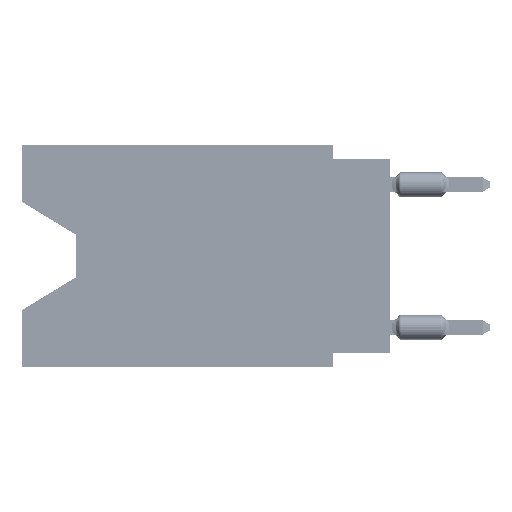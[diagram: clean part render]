
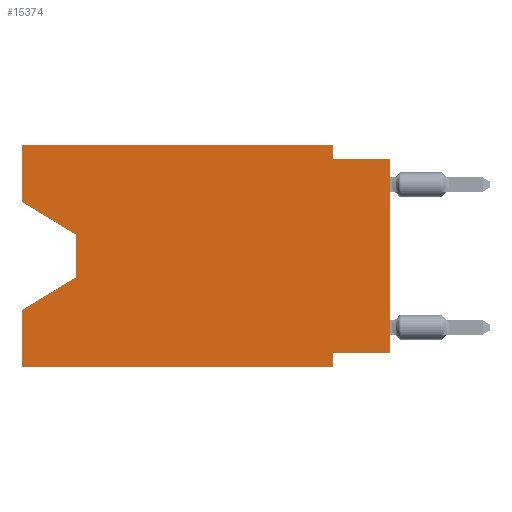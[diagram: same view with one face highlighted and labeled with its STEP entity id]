
A CAD part, left-side view. The second image highlights one B-rep face of the part: STEP entity #15374.
In plain terms, the highlighted planar face has unit normal (-1, 0, 0).
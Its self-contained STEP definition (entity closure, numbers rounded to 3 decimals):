
#1599 = CARTESIAN_POINT ( 'NONE',  ( 0., 0., -0.635 ) ) ;
#1617 = DIRECTION ( 'NONE',  ( 0., 0., 1. ) ) ;
#1823 = DIRECTION ( 'NONE',  ( 0., 0., -1. ) ) ;
#2287 = DIRECTION ( 'NONE',  ( 0., -1., 0. ) ) ;
#2605 = CARTESIAN_POINT ( 'NONE',  ( 0., 0., -9.271 ) ) ;
#2648 = CARTESIAN_POINT ( 'NONE',  ( 0., 16.383, 0. ) ) ;
#3199 = VECTOR ( 'NONE', #46419, 1000. ) ;
#3707 = LINE ( 'NONE', #36876, #21600 ) ;
#4021 = EDGE_CURVE ( 'NONE', #43793, #15061, #29141, .T. ) ;
#7317 = FACE_OUTER_BOUND ( 'NONE', #46018, .T. ) ;
#8598 = EDGE_CURVE ( 'NONE', #54082, #38388, #3707, .T. ) ;
#8803 = ORIENTED_EDGE ( 'NONE', *, *, #8598, .F. ) ;
#8852 = AXIS2_PLACEMENT_3D ( 'NONE', #28285, #33163, #28956 ) ;
#9211 = DIRECTION ( 'NONE',  ( 0., 1., 0. ) ) ;
#11414 = CARTESIAN_POINT ( 'NONE',  ( 0., 2.54, -9.906 ) ) ;
#12193 = DIRECTION ( 'NONE',  ( 0., -1., 0. ) ) ;
#14429 = VECTOR ( 'NONE', #12193, 1000. ) ;
#15061 = VERTEX_POINT ( 'NONE', #45754 ) ;
#15374 = ADVANCED_FACE ( 'NONE', ( #7317 ), #39450, .F. ) ;
#15424 = EDGE_CURVE ( 'NONE', #55973, #60187, #43993, .T. ) ;
#16040 = VECTOR ( 'NONE', #2287, 1000. ) ;
#17336 = LINE ( 'NONE', #2648, #42569 ) ;
#17729 = DIRECTION ( 'NONE',  ( 0., 0., 1. ) ) ;
#18225 = CARTESIAN_POINT ( 'NONE',  ( 0., 16.383, -7.36 ) ) ;
#18744 = EDGE_CURVE ( 'NONE', #23584, #48018, #49427, .T. ) ;
#18851 = CARTESIAN_POINT ( 'NONE',  ( 0., 16.383, -2.546 ) ) ;
#20077 = VERTEX_POINT ( 'NONE', #18225 ) ;
#21600 = VECTOR ( 'NONE', #68339, 1000. ) ;
#21742 = CARTESIAN_POINT ( 'NONE',  ( 0., 2.54, 0. ) ) ;
#22077 = CARTESIAN_POINT ( 'NONE',  ( 0., 2.54, -0.635 ) ) ;
#23038 = EDGE_CURVE ( 'NONE', #58912, #20077, #67748, .T. ) ;
#23097 = EDGE_CURVE ( 'NONE', #29633, #47489, #51311, .T. ) ;
#23152 = VECTOR ( 'NONE', #30771, 1000. ) ;
#23509 = ORIENTED_EDGE ( 'NONE', *, *, #47664, .T. ) ;
#23584 = VERTEX_POINT ( 'NONE', #22077 ) ;
#24695 = DIRECTION ( 'NONE',  ( 0., 0., -1. ) ) ;
#25732 = CARTESIAN_POINT ( 'NONE',  ( 0., 13.97, -4.013 ) ) ;
#26261 = LINE ( 'NONE', #52441, #64769 ) ;
#26382 = ORIENTED_EDGE ( 'NONE', *, *, #52338, .F. ) ;
#28285 = CARTESIAN_POINT ( 'NONE',  ( 0., 16.383, 0. ) ) ;
#28956 = DIRECTION ( 'NONE',  ( 0., 0., -1. ) ) ;
#29141 = LINE ( 'NONE', #2605, #58834 ) ;
#29633 = VERTEX_POINT ( 'NONE', #46046 ) ;
#30771 = DIRECTION ( 'NONE',  ( 0., 0., -1. ) ) ;
#32071 = CARTESIAN_POINT ( 'NONE',  ( 0., 13.97, -4.013 ) ) ;
#33163 = DIRECTION ( 'NONE',  ( 1., 0., 0. ) ) ;
#34336 = CARTESIAN_POINT ( 'NONE',  ( 0., 13.97, -5.893 ) ) ;
#36314 = ORIENTED_EDGE ( 'NONE', *, *, #57206, .F. ) ;
#36876 = CARTESIAN_POINT ( 'NONE',  ( 0., 16.383, 0. ) ) ;
#38388 = VERTEX_POINT ( 'NONE', #56379 ) ;
#39450 = PLANE ( 'NONE',  #8852 ) ;
#39940 = VECTOR ( 'NONE', #17729, 1000. ) ;
#40499 = CARTESIAN_POINT ( 'NONE',  ( 0., 13.97, -5.893 ) ) ;
#41279 = DIRECTION ( 'NONE',  ( 0., 0., 1. ) ) ;
#41602 = VECTOR ( 'NONE', #1823, 1000. ) ;
#42569 = VECTOR ( 'NONE', #1617, 1000. ) ;
#43377 = LINE ( 'NONE', #21742, #41602 ) ;
#43793 = VERTEX_POINT ( 'NONE', #60354 ) ;
#43969 = CARTESIAN_POINT ( 'NONE',  ( 0., 16.383, 0. ) ) ;
#43993 = LINE ( 'NONE', #65332, #14429 ) ;
#45089 = ORIENTED_EDGE ( 'NONE', *, *, #23097, .T. ) ;
#45693 = ORIENTED_EDGE ( 'NONE', *, *, #15424, .T. ) ;
#45754 = CARTESIAN_POINT ( 'NONE',  ( 0., 2.54, -9.271 ) ) ;
#46018 = EDGE_LOOP ( 'NONE', ( #45089, #51854, #50331, #49372, #45693, #66844, #47560, #23509, #63912, #36314, #8803, #26382 ) ) ;
#46046 = CARTESIAN_POINT ( 'NONE',  ( 0., 16.383, -2.546 ) ) ;
#46419 = DIRECTION ( 'NONE',  ( 0., 0.855, -0.519 ) ) ;
#46833 = LINE ( 'NONE', #62223, #23152 ) ;
#46920 = EDGE_CURVE ( 'NONE', #15061, #60187, #46833, .T. ) ;
#47489 = VERTEX_POINT ( 'NONE', #32071 ) ;
#47560 = ORIENTED_EDGE ( 'NONE', *, *, #4021, .F. ) ;
#47664 = EDGE_CURVE ( 'NONE', #43793, #48018, #65607, .T. ) ;
#48018 = VERTEX_POINT ( 'NONE', #48066 ) ;
#48066 = CARTESIAN_POINT ( 'NONE',  ( 0., 0., -0.635 ) ) ;
#49090 = EDGE_CURVE ( 'NONE', #47489, #58912, #56827, .T. ) ;
#49372 = ORIENTED_EDGE ( 'NONE', *, *, #53462, .F. ) ;
#49427 = LINE ( 'NONE', #1599, #16040 ) ;
#50331 = ORIENTED_EDGE ( 'NONE', *, *, #23038, .T. ) ;
#51146 = VECTOR ( 'NONE', #61467, 1000. ) ;
#51311 = LINE ( 'NONE', #18851, #51146 ) ;
#51854 = ORIENTED_EDGE ( 'NONE', *, *, #49090, .T. ) ;
#52338 = EDGE_CURVE ( 'NONE', #29633, #54082, #26261, .T. ) ;
#52345 = VECTOR ( 'NONE', #24695, 1000. ) ;
#52441 = CARTESIAN_POINT ( 'NONE',  ( 0., 16.383, 0. ) ) ;
#53462 = EDGE_CURVE ( 'NONE', #55973, #20077, #17336, .T. ) ;
#54082 = VERTEX_POINT ( 'NONE', #43969 ) ;
#55973 = VERTEX_POINT ( 'NONE', #65057 ) ;
#56379 = CARTESIAN_POINT ( 'NONE',  ( 0., 2.54, 0. ) ) ;
#56827 = LINE ( 'NONE', #25732, #52345 ) ;
#57206 = EDGE_CURVE ( 'NONE', #38388, #23584, #43377, .T. ) ;
#58834 = VECTOR ( 'NONE', #9211, 1000. ) ;
#58912 = VERTEX_POINT ( 'NONE', #34336 ) ;
#60187 = VERTEX_POINT ( 'NONE', #11414 ) ;
#60354 = CARTESIAN_POINT ( 'NONE',  ( 0., 0., -9.271 ) ) ;
#61467 = DIRECTION ( 'NONE',  ( 0., -0.855, -0.519 ) ) ;
#62223 = CARTESIAN_POINT ( 'NONE',  ( 0., 2.54, -9.906 ) ) ;
#63912 = ORIENTED_EDGE ( 'NONE', *, *, #18744, .F. ) ;
#64769 = VECTOR ( 'NONE', #41279, 1000. ) ;
#65057 = CARTESIAN_POINT ( 'NONE',  ( 0., 16.383, -9.906 ) ) ;
#65332 = CARTESIAN_POINT ( 'NONE',  ( 0., 16.383, -9.906 ) ) ;
#65607 = LINE ( 'NONE', #65961, #39940 ) ;
#65961 = CARTESIAN_POINT ( 'NONE',  ( 0., 0., 0. ) ) ;
#66844 = ORIENTED_EDGE ( 'NONE', *, *, #46920, .F. ) ;
#67748 = LINE ( 'NONE', #40499, #3199 ) ;
#68339 = DIRECTION ( 'NONE',  ( 0., -1., 0. ) ) ;
